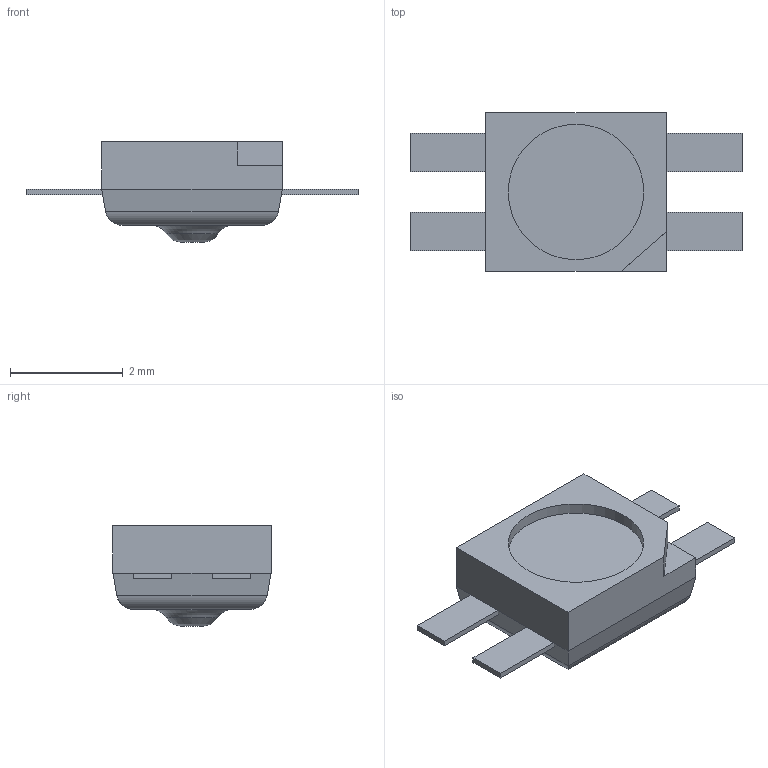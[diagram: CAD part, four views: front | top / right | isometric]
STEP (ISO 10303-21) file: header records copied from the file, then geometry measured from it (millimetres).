
FILE_DESCRIPTION(/* description */ (''),/* implementation_level */ '2;1');
FILE_NAME(/* name */ 'SK6812MINI-E.step',/* time_stamp */ '2020-05-09T17:06:13+08:00',/* author */ (''),/* organization */ (''),/* preprocessor_version */ 'ST-DEVELOPER v18.1',/* originating_system */ 'Autodesk Translation Framework v9.2.0.1227',/* authorisation */ '');
FILE_SCHEMA (('AUTOMOTIVE_DESIGN { 1 0 10303 214 3 1 1 }'));
Length unit declared in the file: millimetre
Products named in the file (1): (Unsaved)
Bounding box: 5.88 x 2.8 x 1.78 mm (x, y, z)
Volume: 12.7 mm3; surface area: 53.5 mm2
Topology: 3 solids, 3 shells, 33 faces, 68 edges, 43 vertices
Faces by surface type: plane 26, cylinder 5, torus 1, bspline 1
Full cylindrical faces by diameter (mm): 2.4 x1
Entity records: 919 total; most frequent: CARTESIAN_POINT 171, DIRECTION 147, ORIENTED_EDGE 136, EDGE_CURVE 68, LINE 55, VECTOR 55, AXIS2_PLACEMENT_3D 46, VERTEX_POINT 43
